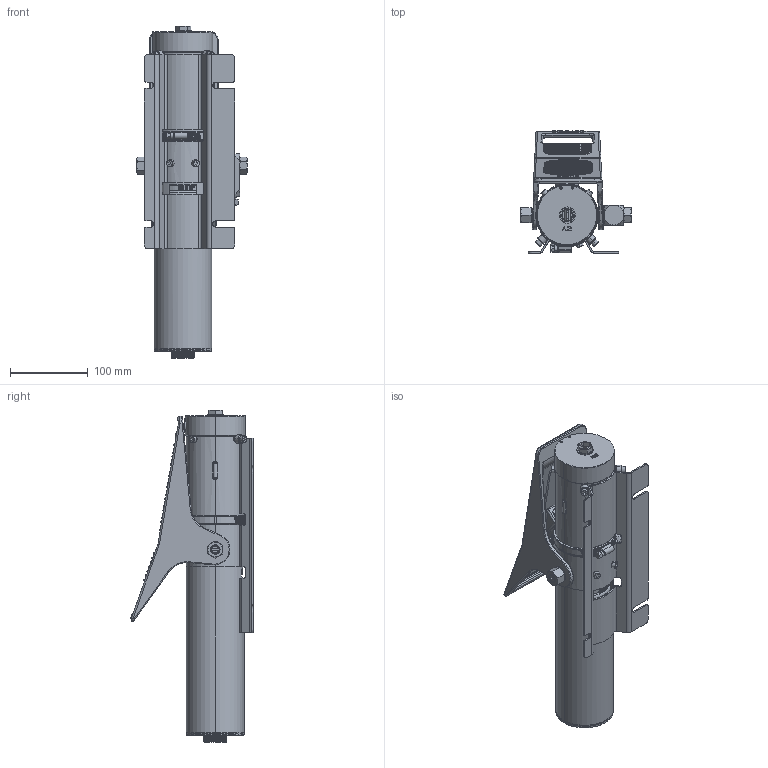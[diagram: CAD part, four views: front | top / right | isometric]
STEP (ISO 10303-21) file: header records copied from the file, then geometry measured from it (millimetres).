
FILE_DESCRIPTION (( 'STEP AP203' ), '1' );
FILE_NAME ('A1800-1.STEP', '2016-05-13T00:20:33', ( '' ), ( '' ), 'SwSTEP 2.0', 'SolidWorks 2015', '' );
FILE_SCHEMA (( 'CONFIG_CONTROL_DESIGN' ));
Length unit declared in the file: millimetre
Products named in the file (1): A1800-1
Bounding box: 141.5 x 157.75 x 426.1 mm (x, y, z)
Volume: 1065051 mm3; surface area: 520857.1 mm2
Topology: 48 solids, 48 shells, 5861 faces, 13376 edges, 7716 vertices
Faces by surface type: bspline 2745, cylinder 1607, plane 886, cone 482, torus 131, sphere 10
Entity records: 220110 total; most frequent: CARTESIAN_POINT 113699, ORIENTED_EDGE 26680, DIRECTION 13424, EDGE_CURVE 13340, B_SPLINE_CURVE_WITH_KNOTS 7748, VERTEX_POINT 7714, EDGE_LOOP 6242, ADVANCED_FACE 5861
